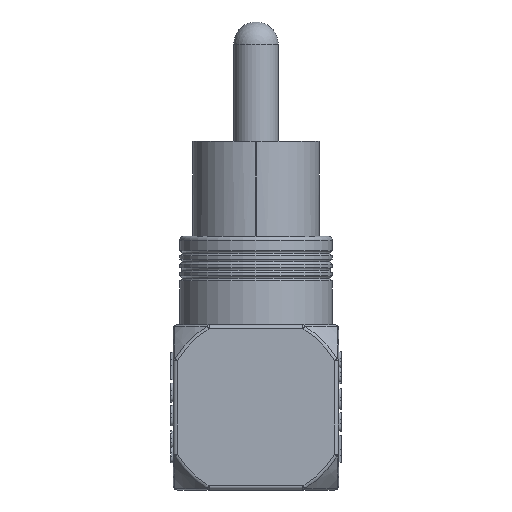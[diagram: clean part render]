
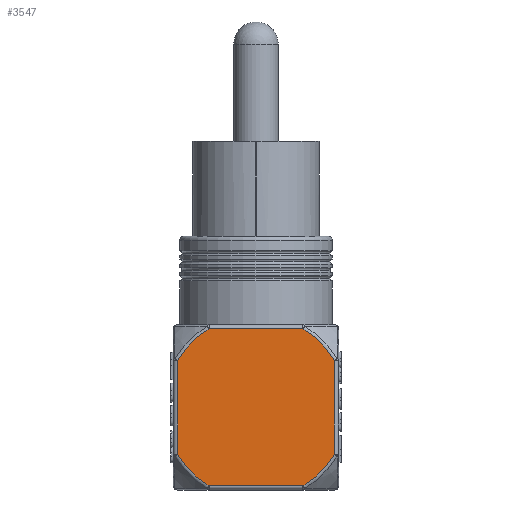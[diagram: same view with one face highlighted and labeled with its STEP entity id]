
A CAD part, front view. The second image highlights one B-rep face of the part: STEP entity #3547.
In plain terms, the highlighted planar face has unit normal (0, -1, 0).
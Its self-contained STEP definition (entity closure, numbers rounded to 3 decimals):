
#739 = EDGE_LOOP ( 'NONE', ( #1732, #1542, #1809, #1534, #1813, #1753, #1788, #1701 ) ) ;
#1534 = ORIENTED_EDGE ( 'NONE', *, *, #2879, .T. ) ;
#1542 = ORIENTED_EDGE ( 'NONE', *, *, #2877, .T. ) ;
#1701 = ORIENTED_EDGE ( 'NONE', *, *, #2883, .T. ) ;
#1732 = ORIENTED_EDGE ( 'NONE', *, *, #2876, .T. ) ;
#1753 = ORIENTED_EDGE ( 'NONE', *, *, #2881, .T. ) ;
#1788 = ORIENTED_EDGE ( 'NONE', *, *, #2882, .T. ) ;
#1809 = ORIENTED_EDGE ( 'NONE', *, *, #2878, .T. ) ;
#1813 = ORIENTED_EDGE ( 'NONE', *, *, #2880, .T. ) ;
#1933 = VERTEX_POINT ( 'NONE', #7986 ) ;
#1945 = VERTEX_POINT ( 'NONE', #7998 ) ;
#1954 = VERTEX_POINT ( 'NONE', #8007 ) ;
#1955 = VERTEX_POINT ( 'NONE', #8008 ) ;
#1956 = VERTEX_POINT ( 'NONE', #8009 ) ;
#1957 = VERTEX_POINT ( 'NONE', #8010 ) ;
#1958 = VERTEX_POINT ( 'NONE', #8011 ) ;
#1959 = VERTEX_POINT ( 'NONE', #8012 ) ;
#2876 = EDGE_CURVE ( 'NONE', #1933, #1945, #10197, .T. ) ;
#2877 = EDGE_CURVE ( 'NONE', #1945, #1954, #10186, .T. ) ;
#2878 = EDGE_CURVE ( 'NONE', #1954, #1955, #10200, .T. ) ;
#2879 = EDGE_CURVE ( 'NONE', #1955, #1956, #10201, .T. ) ;
#2880 = EDGE_CURVE ( 'NONE', #1956, #1957, #10203, .T. ) ;
#2881 = EDGE_CURVE ( 'NONE', #1957, #1958, #10204, .T. ) ;
#2882 = EDGE_CURVE ( 'NONE', #1958, #1959, #10206, .T. ) ;
#2883 = EDGE_CURVE ( 'NONE', #1959, #1933, #10207, .T. ) ;
#3547 = ADVANCED_FACE ( 'NONE', ( #10285 ), #11001, .T. ) ;
#7381 = AXIS2_PLACEMENT_3D ( 'NONE', #10646, #10647, #10648 ) ;
#7382 = AXIS2_PLACEMENT_3D ( 'NONE', #10651, #10652, #10653 ) ;
#7383 = AXIS2_PLACEMENT_3D ( 'NONE', #10654, #10655, #10656 ) ;
#7384 = AXIS2_PLACEMENT_3D ( 'NONE', #10657, #10658, #10659 ) ;
#7452 = AXIS2_PLACEMENT_3D ( 'NONE', #10999, #11003, #11004 ) ;
#7986 = CARTESIAN_POINT ( 'NONE',  ( -5.6, -5.9, 3.353 ) ) ;
#7998 = CARTESIAN_POINT ( 'NONE',  ( -5.6, -5.9, -3.353 ) ) ;
#8007 = CARTESIAN_POINT ( 'NONE',  ( -3.353, -5.9, -5.6 ) ) ;
#8008 = CARTESIAN_POINT ( 'NONE',  ( 3.353, -5.9, -5.6 ) ) ;
#8009 = CARTESIAN_POINT ( 'NONE',  ( 5.6, -5.9, -3.353 ) ) ;
#8010 = CARTESIAN_POINT ( 'NONE',  ( 5.6, -5.9, 3.353 ) ) ;
#8011 = CARTESIAN_POINT ( 'NONE',  ( 3.353, -5.9, 5.6 ) ) ;
#8012 = CARTESIAN_POINT ( 'NONE',  ( -3.353, -5.9, 5.6 ) ) ;
#10186 = CIRCLE ( 'NONE', #7381, 6.527 ) ;
#10197 = LINE ( 'NONE', #10634, #10199 ) ;
#10199 = VECTOR ( 'NONE', #10635, 1000. ) ;
#10200 = LINE ( 'NONE', #10643, #10202 ) ;
#10201 = CIRCLE ( 'NONE', #7382, 6.527 ) ;
#10202 = VECTOR ( 'NONE', #10639, 1000. ) ;
#10203 = LINE ( 'NONE', #10644, #10205 ) ;
#10204 = CIRCLE ( 'NONE', #7383, 6.527 ) ;
#10205 = VECTOR ( 'NONE', #10645, 1000. ) ;
#10206 = LINE ( 'NONE', #10649, #10208 ) ;
#10207 = CIRCLE ( 'NONE', #7384, 6.527 ) ;
#10208 = VECTOR ( 'NONE', #10650, 1000. ) ;
#10285 = FACE_OUTER_BOUND ( 'NONE', #739, .T. ) ;
#10634 = CARTESIAN_POINT ( 'NONE',  ( -5.6, -5.9, -3.097 ) ) ;
#10635 = DIRECTION ( 'NONE',  ( 0., 0., -1. ) ) ;
#10639 = DIRECTION ( 'NONE',  ( 1., 0., 0. ) ) ;
#10643 = CARTESIAN_POINT ( 'NONE',  ( 3.097, -5.9, -5.6 ) ) ;
#10644 = CARTESIAN_POINT ( 'NONE',  ( 5.6, -5.9, 3.097 ) ) ;
#10645 = DIRECTION ( 'NONE',  ( 0., 0., 1. ) ) ;
#10646 = CARTESIAN_POINT ( 'NONE',  ( 0., -5.9, 0. ) ) ;
#10647 = DIRECTION ( 'NONE',  ( 0., -1., 0. ) ) ;
#10648 = DIRECTION ( 'NONE',  ( 0., 0., -1. ) ) ;
#10649 = CARTESIAN_POINT ( 'NONE',  ( -3.097, -5.9, 5.6 ) ) ;
#10650 = DIRECTION ( 'NONE',  ( -1., 0., 0. ) ) ;
#10651 = CARTESIAN_POINT ( 'NONE',  ( 0., -5.9, 0. ) ) ;
#10652 = DIRECTION ( 'NONE',  ( 0., -1., 0. ) ) ;
#10653 = DIRECTION ( 'NONE',  ( 0., 0., -1. ) ) ;
#10654 = CARTESIAN_POINT ( 'NONE',  ( 0., -5.9, 0. ) ) ;
#10655 = DIRECTION ( 'NONE',  ( 0., -1., 0. ) ) ;
#10656 = DIRECTION ( 'NONE',  ( 0., 0., -1. ) ) ;
#10657 = CARTESIAN_POINT ( 'NONE',  ( 0., -5.9, 0. ) ) ;
#10658 = DIRECTION ( 'NONE',  ( 0., -1., 0. ) ) ;
#10659 = DIRECTION ( 'NONE',  ( 0., 0., -1. ) ) ;
#10999 = CARTESIAN_POINT ( 'NONE',  ( 5.9, -5.9, -5.9 ) ) ;
#11001 = PLANE ( 'NONE',  #7452 ) ;
#11003 = DIRECTION ( 'NONE',  ( 0., -1., 0. ) ) ;
#11004 = DIRECTION ( 'NONE',  ( 0., 0., -1. ) ) ;
